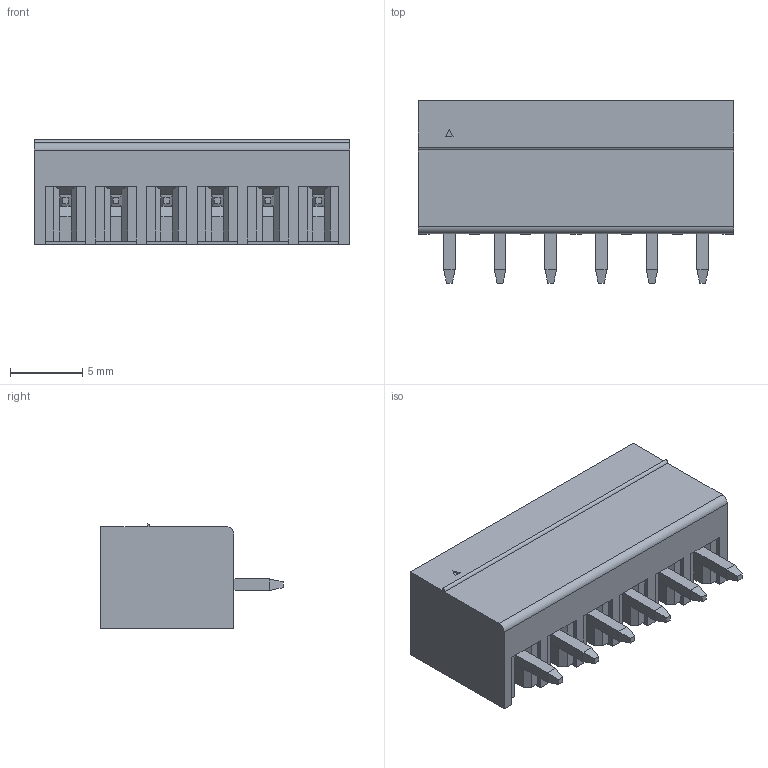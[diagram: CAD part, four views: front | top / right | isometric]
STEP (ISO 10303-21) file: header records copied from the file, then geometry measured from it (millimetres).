
FILE_DESCRIPTION (( 'STEP AP214' ), '1' );
FILE_NAME ('15EDGVC-3.5-06P-14-00AH.STEP', '2021-01-29T05:21:47', ( '' ), ( '' ), 'SwSTEP 2.0', 'SolidWorks 2020', '' );
FILE_SCHEMA (( 'AUTOMOTIVE_DESIGN' ));
Length unit declared in the file: millimetre
Products named in the file (1): 15EDGVC-3.5-06P-14-00AH
Bounding box: 21.8 x 12.6 x 7.2 mm (x, y, z)
Volume: 620.5 mm3; surface area: 2175.3 mm2
Topology: 1 solids, 1 shells, 727 faces, 1932 edges, 1252 vertices
Faces by surface type: plane 556, bspline 133, cylinder 20, torus 12, cone 6
Entity records: 33227 total; most frequent: CARTESIAN_POINT 11945, ORIENTED_EDGE 3864, DIRECTION 2914, EDGE_CURVE 1932, VECTOR 1584, LINE 1584, VERTEX_POINT 1252, EDGE_LOOP 772
